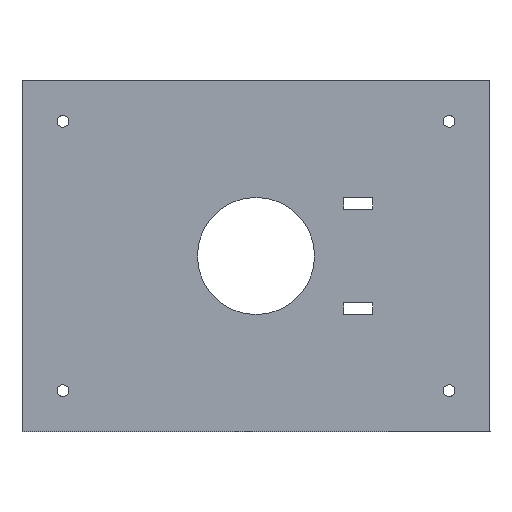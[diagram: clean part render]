
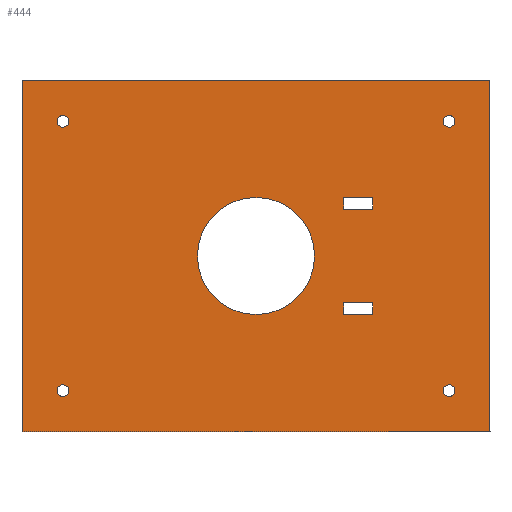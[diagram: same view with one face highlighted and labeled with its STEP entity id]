
A CAD part, front view. The second image highlights one B-rep face of the part: STEP entity #444.
In plain terms, the highlighted planar face has unit normal (0, -1, 0).
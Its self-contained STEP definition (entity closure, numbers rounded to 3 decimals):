
#48=FACE_BOUND('',#125,.T.);
#49=FACE_BOUND('',#126,.T.);
#50=FACE_BOUND('',#127,.T.);
#51=FACE_BOUND('',#128,.T.);
#52=FACE_BOUND('',#129,.T.);
#53=FACE_BOUND('',#130,.T.);
#54=FACE_BOUND('',#131,.T.);
#56=CIRCLE('',#457,10.);
#58=CIRCLE('',#460,1.);
#60=CIRCLE('',#463,1.);
#62=CIRCLE('',#466,1.);
#64=CIRCLE('',#469,1.);
#93=FACE_OUTER_BOUND('',#124,.T.);
#124=EDGE_LOOP('',(#395,#396,#397,#398));
#125=EDGE_LOOP('',(#399,#400,#401,#402));
#126=EDGE_LOOP('',(#403,#404,#405,#406));
#127=EDGE_LOOP('',(#407));
#128=EDGE_LOOP('',(#408));
#129=EDGE_LOOP('',(#409));
#130=EDGE_LOOP('',(#410));
#131=EDGE_LOOP('',(#411));
#134=LINE('',#613,#188);
#137=LINE('',#619,#191);
#140=LINE('',#625,#194);
#143=LINE('',#629,#197);
#146=LINE('',#637,#200);
#149=LINE('',#643,#203);
#152=LINE('',#649,#206);
#155=LINE('',#653,#209);
#156=LINE('',#682,#210);
#160=LINE('',#690,#214);
#163=LINE('',#696,#217);
#166=LINE('',#701,#220);
#188=VECTOR('',#487,2.);
#191=VECTOR('',#492,5.);
#194=VECTOR('',#497,2.);
#197=VECTOR('',#502,5.);
#200=VECTOR('',#507,2.);
#203=VECTOR('',#512,5.);
#206=VECTOR('',#517,2.);
#209=VECTOR('',#522,5.);
#210=VECTOR('',#555,80.);
#214=VECTOR('',#561,60.);
#217=VECTOR('',#566,80.);
#220=VECTOR('',#571,60.);
#242=VERTEX_POINT('',#610);
#243=VERTEX_POINT('',#612);
#245=VERTEX_POINT('',#618);
#247=VERTEX_POINT('',#624);
#250=VERTEX_POINT('',#634);
#251=VERTEX_POINT('',#636);
#253=VERTEX_POINT('',#642);
#255=VERTEX_POINT('',#648);
#257=VERTEX_POINT('',#657);
#259=VERTEX_POINT('',#662);
#261=VERTEX_POINT('',#667);
#263=VERTEX_POINT('',#672);
#265=VERTEX_POINT('',#677);
#266=VERTEX_POINT('',#680);
#267=VERTEX_POINT('',#681);
#270=VERTEX_POINT('',#689);
#272=VERTEX_POINT('',#695);
#276=EDGE_CURVE('',#243,#242,#134,.T.);
#279=EDGE_CURVE('',#245,#243,#137,.T.);
#282=EDGE_CURVE('',#247,#245,#140,.T.);
#285=EDGE_CURVE('',#242,#247,#143,.T.);
#288=EDGE_CURVE('',#251,#250,#146,.T.);
#291=EDGE_CURVE('',#253,#251,#149,.T.);
#294=EDGE_CURVE('',#255,#253,#152,.T.);
#297=EDGE_CURVE('',#250,#255,#155,.T.);
#299=EDGE_CURVE('',#257,#257,#56,.T.);
#301=EDGE_CURVE('',#259,#259,#58,.T.);
#303=EDGE_CURVE('',#261,#261,#60,.T.);
#305=EDGE_CURVE('',#263,#263,#62,.T.);
#307=EDGE_CURVE('',#265,#265,#64,.T.);
#308=EDGE_CURVE('',#266,#267,#156,.T.);
#312=EDGE_CURVE('',#270,#266,#160,.T.);
#315=EDGE_CURVE('',#272,#270,#163,.T.);
#318=EDGE_CURVE('',#267,#272,#166,.T.);
#395=ORIENTED_EDGE('',*,*,#318,.F.);
#396=ORIENTED_EDGE('',*,*,#308,.F.);
#397=ORIENTED_EDGE('',*,*,#312,.F.);
#398=ORIENTED_EDGE('',*,*,#315,.F.);
#399=ORIENTED_EDGE('',*,*,#282,.T.);
#400=ORIENTED_EDGE('',*,*,#279,.T.);
#401=ORIENTED_EDGE('',*,*,#276,.T.);
#402=ORIENTED_EDGE('',*,*,#285,.T.);
#403=ORIENTED_EDGE('',*,*,#294,.T.);
#404=ORIENTED_EDGE('',*,*,#291,.T.);
#405=ORIENTED_EDGE('',*,*,#288,.T.);
#406=ORIENTED_EDGE('',*,*,#297,.T.);
#407=ORIENTED_EDGE('',*,*,#299,.T.);
#408=ORIENTED_EDGE('',*,*,#301,.T.);
#409=ORIENTED_EDGE('',*,*,#303,.T.);
#410=ORIENTED_EDGE('',*,*,#305,.T.);
#411=ORIENTED_EDGE('',*,*,#307,.T.);
#425=PLANE('',#475);
#444=ADVANCED_FACE('',(#93,#48,#49,#50,#51,#52,#53,#54),#425,.T.);
#457=AXIS2_PLACEMENT_3D('',#658,#527,#528);
#460=AXIS2_PLACEMENT_3D('',#663,#533,#534);
#463=AXIS2_PLACEMENT_3D('',#668,#539,#540);
#466=AXIS2_PLACEMENT_3D('',#673,#545,#546);
#469=AXIS2_PLACEMENT_3D('',#678,#551,#552);
#475=AXIS2_PLACEMENT_3D('',#704,#575,#576);
#487=DIRECTION('',(0.,0.,1.));
#492=DIRECTION('',(-1.,0.,0.));
#497=DIRECTION('',(0.,0.,-1.));
#502=DIRECTION('',(1.,0.,0.));
#507=DIRECTION('',(0.,0.,-1.));
#512=DIRECTION('',(1.,0.,0.));
#517=DIRECTION('',(0.,0.,1.));
#522=DIRECTION('',(-1.,0.,0.));
#527=DIRECTION('center_axis',(0.,1.,0.));
#528=DIRECTION('ref_axis',(1.,0.,0.));
#533=DIRECTION('center_axis',(0.,1.,0.));
#534=DIRECTION('ref_axis',(1.,0.,0.));
#539=DIRECTION('center_axis',(0.,1.,0.));
#540=DIRECTION('ref_axis',(1.,0.,0.));
#545=DIRECTION('center_axis',(0.,1.,0.));
#546=DIRECTION('ref_axis',(1.,0.,0.));
#551=DIRECTION('center_axis',(0.,1.,0.));
#552=DIRECTION('ref_axis',(1.,0.,0.));
#555=DIRECTION('',(-1.,0.,0.));
#561=DIRECTION('',(0.,0.,-1.));
#566=DIRECTION('',(1.,0.,0.));
#571=DIRECTION('',(0.,0.,1.));
#575=DIRECTION('center_axis',(0.,-1.,0.));
#576=DIRECTION('ref_axis',(0.,0.,-1.));
#610=CARTESIAN_POINT('',(-20.,0.,-33.));
#612=CARTESIAN_POINT('',(-20.,0.,-35.));
#613=CARTESIAN_POINT('',(-20.,0.,-30.));
#618=CARTESIAN_POINT('',(-15.,0.,-35.));
#619=CARTESIAN_POINT('',(-25.,0.,-35.));
#624=CARTESIAN_POINT('',(-15.,0.,-33.));
#625=CARTESIAN_POINT('',(-15.,0.,-29.));
#629=CARTESIAN_POINT('',(-27.5,0.,-33.));
#634=CARTESIAN_POINT('',(-15.,0.,-17.));
#636=CARTESIAN_POINT('',(-15.,0.,-15.));
#637=CARTESIAN_POINT('',(-15.,0.,-20.));
#642=CARTESIAN_POINT('',(-20.,0.,-15.));
#643=CARTESIAN_POINT('',(-27.5,0.,-15.));
#648=CARTESIAN_POINT('',(-20.,0.,-17.));
#649=CARTESIAN_POINT('',(-20.,0.,-21.));
#653=CARTESIAN_POINT('',(-25.,0.,-17.));
#657=CARTESIAN_POINT('',(-45.,0.,-25.));
#658=CARTESIAN_POINT('Origin',(-35.,0.,-25.));
#662=CARTESIAN_POINT('',(-3.,0.,-2.));
#663=CARTESIAN_POINT('Origin',(-2.,0.,-2.));
#667=CARTESIAN_POINT('',(-3.,0.,-48.));
#668=CARTESIAN_POINT('Origin',(-2.,0.,-48.));
#672=CARTESIAN_POINT('',(-69.,0.,-2.));
#673=CARTESIAN_POINT('Origin',(-68.,0.,-2.));
#677=CARTESIAN_POINT('',(-69.,0.,-48.));
#678=CARTESIAN_POINT('Origin',(-68.,0.,-48.));
#680=CARTESIAN_POINT('',(5.,0.,-55.));
#681=CARTESIAN_POINT('',(-75.,0.,-55.));
#682=CARTESIAN_POINT('',(5.,0.,-55.));
#689=CARTESIAN_POINT('',(5.,0.,5.));
#690=CARTESIAN_POINT('',(5.,0.,5.));
#695=CARTESIAN_POINT('',(-75.,0.,5.));
#696=CARTESIAN_POINT('',(-75.,0.,5.));
#701=CARTESIAN_POINT('',(-75.,0.,-55.));
#704=CARTESIAN_POINT('Origin',(-35.,0.,-25.));
